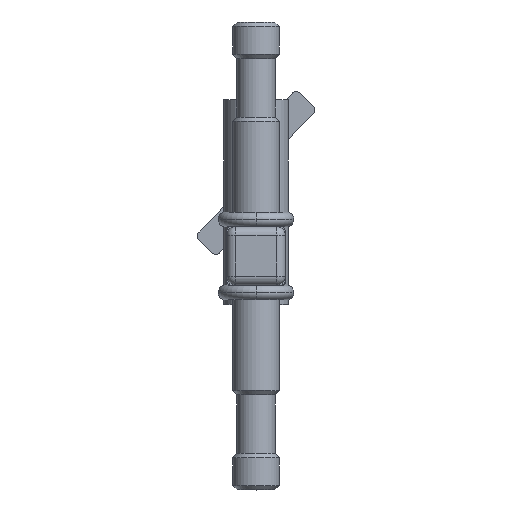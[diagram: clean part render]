
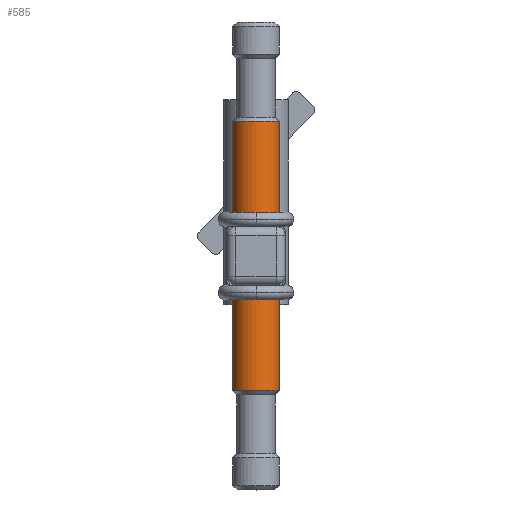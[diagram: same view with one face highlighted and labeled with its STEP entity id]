
A CAD part, top view. The second image highlights one B-rep face of the part: STEP entity #585.
In plain terms, the highlighted cylindrical face has radius 7.938 mm (diameter 15.875 mm), a partial arc.
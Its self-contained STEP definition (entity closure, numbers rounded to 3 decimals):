
#585 = ADVANCED_FACE ( 'NONE', ( #8706 ), #19357, .T. ) ;
#1534 = CIRCLE ( 'NONE', #5804, 7.938 ) ;
#1632 = CARTESIAN_POINT ( 'NONE',  ( 0., 0., 46. ) ) ;
#1809 = ORIENTED_EDGE ( 'NONE', *, *, #6392, .F. ) ;
#3714 = DIRECTION ( 'NONE',  ( 0., 0., -1. ) ) ;
#3882 = EDGE_CURVE ( 'NONE', #24362, #6171, #1534, .T. ) ;
#4990 = DIRECTION ( 'NONE',  ( 0., 0., -1. ) ) ;
#5804 = AXIS2_PLACEMENT_3D ( 'NONE', #25426, #9144, #7175 ) ;
#6171 = VERTEX_POINT ( 'NONE', #8507 ) ;
#6357 = DIRECTION ( 'NONE',  ( -1., 0., 0. ) ) ;
#6392 = EDGE_CURVE ( 'NONE', #12340, #6171, #20580, .T. ) ;
#6409 = AXIS2_PLACEMENT_3D ( 'NONE', #20475, #24319, #6357 ) ;
#7175 = DIRECTION ( 'NONE',  ( 1., 0., 0. ) ) ;
#7431 = CARTESIAN_POINT ( 'NONE',  ( 7.938, 0., 46. ) ) ;
#8507 = CARTESIAN_POINT ( 'NONE',  ( -7.938, 0., -46. ) ) ;
#8706 = FACE_OUTER_BOUND ( 'NONE', #18876, .T. ) ;
#9144 = DIRECTION ( 'NONE',  ( 0., 0., 1. ) ) ;
#9230 = ORIENTED_EDGE ( 'NONE', *, *, #10203, .T. ) ;
#9502 = VECTOR ( 'NONE', #15129, 1000. ) ;
#10203 = EDGE_CURVE ( 'NONE', #12340, #13562, #24832, .T. ) ;
#12300 = CARTESIAN_POINT ( 'NONE',  ( -7.938, 0., 46. ) ) ;
#12340 = VERTEX_POINT ( 'NONE', #12300 ) ;
#13117 = CARTESIAN_POINT ( 'NONE',  ( 7.938, 0., -80. ) ) ;
#13562 = VERTEX_POINT ( 'NONE', #7431 ) ;
#13925 = EDGE_CURVE ( 'NONE', #13562, #24362, #16705, .T. ) ;
#15129 = DIRECTION ( 'NONE',  ( 0., 0., -1. ) ) ;
#16207 = VECTOR ( 'NONE', #4990, 1000. ) ;
#16705 = LINE ( 'NONE', #13117, #9502 ) ;
#18876 = EDGE_LOOP ( 'NONE', ( #9230, #25927, #22739, #1809 ) ) ;
#19357 = CYLINDRICAL_SURFACE ( 'NONE', #6409, 7.938 ) ;
#19765 = DIRECTION ( 'NONE',  ( -1., 0., 0. ) ) ;
#20475 = CARTESIAN_POINT ( 'NONE',  ( 0., 0., -80. ) ) ;
#20580 = LINE ( 'NONE', #24968, #16207 ) ;
#22739 = ORIENTED_EDGE ( 'NONE', *, *, #3882, .T. ) ;
#24319 = DIRECTION ( 'NONE',  ( 0., 0., -1. ) ) ;
#24362 = VERTEX_POINT ( 'NONE', #24826 ) ;
#24826 = CARTESIAN_POINT ( 'NONE',  ( 7.938, 0., -46. ) ) ;
#24832 = CIRCLE ( 'NONE', #25064, 7.938 ) ;
#24968 = CARTESIAN_POINT ( 'NONE',  ( -7.938, 0., -80. ) ) ;
#25064 = AXIS2_PLACEMENT_3D ( 'NONE', #1632, #3714, #19765 ) ;
#25426 = CARTESIAN_POINT ( 'NONE',  ( 0., 0., -46. ) ) ;
#25927 = ORIENTED_EDGE ( 'NONE', *, *, #13925, .T. ) ;
